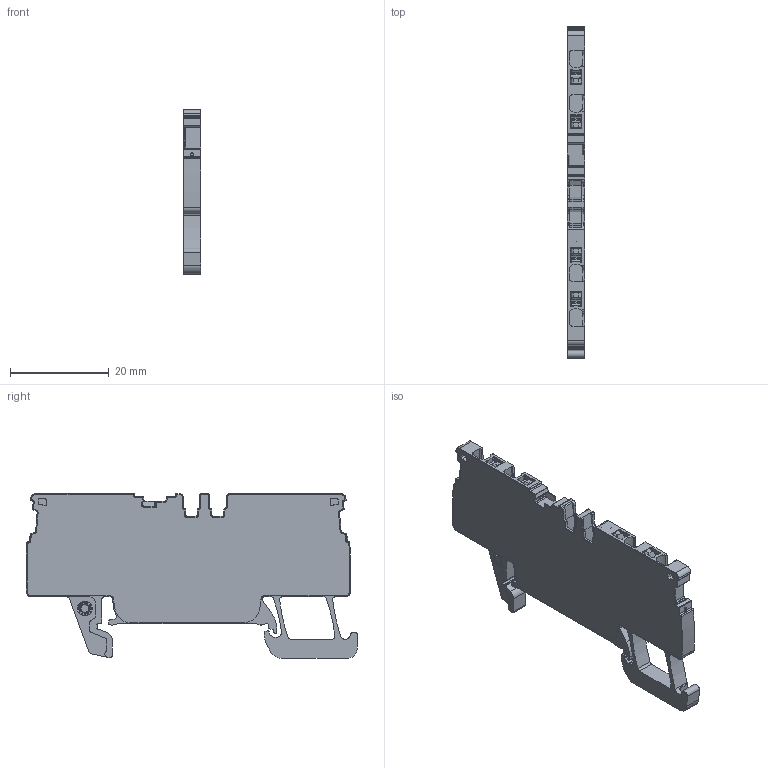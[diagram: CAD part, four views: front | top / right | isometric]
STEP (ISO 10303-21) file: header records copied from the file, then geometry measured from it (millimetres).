
FILE_DESCRIPTION(('CATIA V5 STEP Exchange','CAx-IF Rec.Pracs.--- Model Styling and Organization---1.5--- 2016-08-15','CAx-IF Rec.Pracs.---Supplemental Geometry---1.0---2011-11-01','CAx-IF Rec.Pracs.--- Composite Materials ---1.1---2010-07-15'),'2;1');
FILE_NAME ('1947652-6_0', '2025-03-27T09:25:36+00:00', ('none'), ('Weidmueller'), 'CATIA Version 5-6 Release 2022 SP4 HF5', 'CATIA V5 STEP AP214 v3', 'none');
FILE_SCHEMA(('AUTOMOTIVE_DESIGN { 1 0 10303 214 1 1 1 1 }'));
Length unit declared in the file: millimetre
Products named in the file (1): 2986620000
Bounding box: 3.5 x 67.18 x 33.35 mm (x, y, z)
Volume: 5200 mm3; surface area: 4938.2 mm2
Topology: 1 solids, 6 shells, 973 faces, 2679 edges, 1745 vertices
Faces by surface type: plane 466, cylinder 446, bspline 44, cone 12, torus 3, sphere 2
Entity records: 35588 total; most frequent: CARTESIAN_POINT 11035, ORIENTED_EDGE 5346, DIRECTION 4031, EDGE_CURVE 2673, VERTEX_POINT 1743, VECTOR 1663, LINE 1663, AXIS2_PLACEMENT_3D 1564
